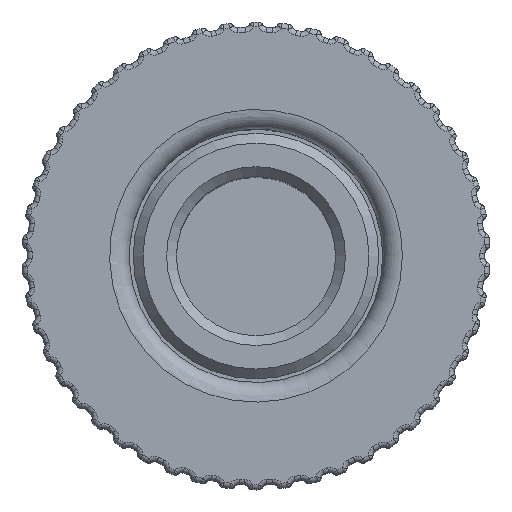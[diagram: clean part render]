
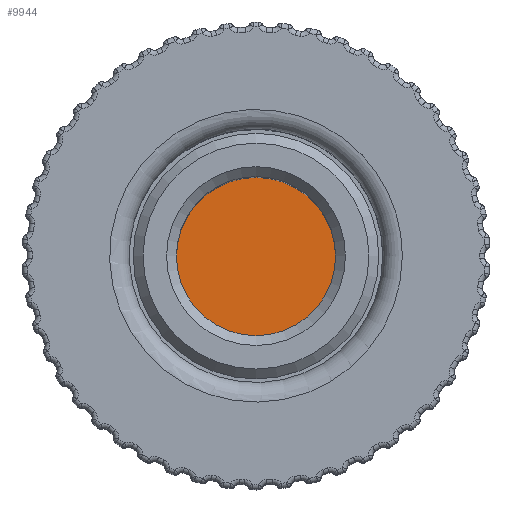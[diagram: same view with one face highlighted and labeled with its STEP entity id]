
A CAD part, top view. The second image highlights one B-rep face of the part: STEP entity #9944.
In plain terms, the highlighted planar face has unit normal (0, 0, 1).
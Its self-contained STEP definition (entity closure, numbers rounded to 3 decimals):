
#930=PLANE('',#10668);
#1313=FACE_OUTER_BOUND('',#1961,.T.);
#1961=EDGE_LOOP('',(#6954,#6955));
#3559=CIRCLE('',#10666,2.025);
#3560=CIRCLE('',#10667,2.025);
#4565=VERTEX_POINT('',#16128);
#4566=VERTEX_POINT('',#16130);
#5437=EDGE_CURVE('',#4565,#4566,#3559,.T.);
#5438=EDGE_CURVE('',#4566,#4565,#3560,.T.);
#6954=ORIENTED_EDGE('',*,*,#5438,.F.);
#6955=ORIENTED_EDGE('',*,*,#5437,.F.);
#9944=ADVANCED_FACE('',(#1313),#930,.T.);
#10666=AXIS2_PLACEMENT_3D('',#16131,#12354,#12355);
#10667=AXIS2_PLACEMENT_3D('',#16132,#12356,#12357);
#10668=AXIS2_PLACEMENT_3D('',#16133,#12358,#12359);
#12354=DIRECTION('center_axis',(0.,0.,-1.));
#12355=DIRECTION('ref_axis',(1.,0.,0.));
#12356=DIRECTION('center_axis',(0.,0.,-1.));
#12357=DIRECTION('ref_axis',(1.,0.,0.));
#12358=DIRECTION('center_axis',(0.,0.,1.));
#12359=DIRECTION('ref_axis',(1.,0.,0.));
#16128=CARTESIAN_POINT('',(-2.025,0.,4.39));
#16130=CARTESIAN_POINT('',(2.025,0.,4.39));
#16131=CARTESIAN_POINT('Origin',(0.,0.,4.39));
#16132=CARTESIAN_POINT('Origin',(0.,0.,4.39));
#16133=CARTESIAN_POINT('Origin',(0.,0.,4.39));
